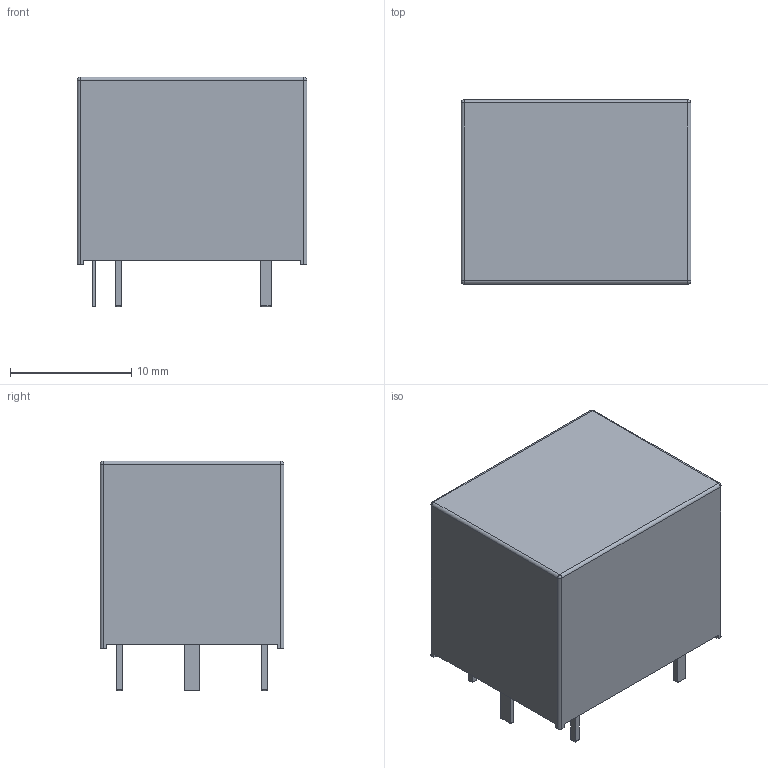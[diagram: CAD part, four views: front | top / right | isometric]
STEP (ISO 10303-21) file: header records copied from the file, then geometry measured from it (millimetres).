
FILE_DESCRIPTION(/* description */ ('model of Relay_SPDT_Finder_36.11'),/* implementation_level */ '2;1');
FILE_NAME(/* name */ 'Relay_SPDT_Finder_36.11.step',/* time_stamp */ '2020-05-09T20:25:37',/* author */ ('kicad StepUp','ksu'),/* organization */ ('FreeCAD'),/* preprocessor_version */ 'OCC',/* originating_system */ 'kicad StepUp',/* authorisation */ '');
FILE_SCHEMA(('AUTOMOTIVE_DESIGN { 1 0 10303 214 1 1 1 1 }'));
Length unit declared in the file: millimetre
Products named in the file (1): Relay_SPDT_Finder_3611
Bounding box: 19 x 15.2 x 19 mm (x, y, z)
Volume: 4372.1 mm3; surface area: 1649.1 mm2
Topology: 1 solids, 1 shells, 75 faces, 176 edges, 104 vertices
Faces by surface type: plane 43, cylinder 28, sphere 4
Entity records: 2299 total; most frequent: DIRECTION 360, CARTESIAN_POINT 352, ORIENTED_EDGE 344, EDGE_CURVE 172, LINE 136, VECTOR 136, AXIS2_PLACEMENT_3D 112, VERTEX_POINT 104
